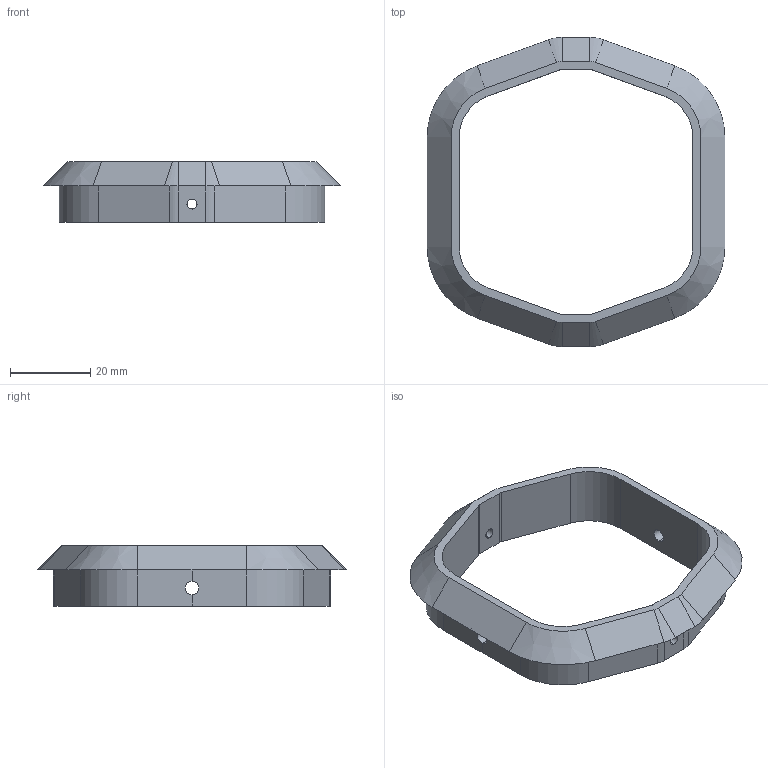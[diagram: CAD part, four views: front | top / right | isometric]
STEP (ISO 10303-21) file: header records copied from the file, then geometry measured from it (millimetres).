
FILE_DESCRIPTION (( 'STEP AP214' ), '1' );
FILE_NAME ('XW-USI-061-A PLATINE BOITE CAPTEUR GLISSE.STEP', '2021-01-25T11:30:20', ( '' ), ( '' ), 'SwSTEP 2.0', 'SolidWorks 2020', '' );
FILE_SCHEMA (( 'AUTOMOTIVE_DESIGN' ));
Length unit declared in the file: millimetre
Products named in the file (1): XW-USI-061-A  PLATINE BOITE CAPTEUR GLISSE
Bounding box: 74.2 x 77 x 15 mm (x, y, z)
Volume: 14084.9 mm3; surface area: 9303.3 mm2
Topology: 1 solids, 1 shells, 76 faces, 190 edges, 115 vertices
Faces by surface type: plane 44, cylinder 24, cone 8
Entity records: 2380 total; most frequent: DIRECTION 408, CARTESIAN_POINT 382, ORIENTED_EDGE 380, EDGE_CURVE 190, AXIS2_PLACEMENT_3D 141, LINE 126, VECTOR 126, VERTEX_POINT 115
